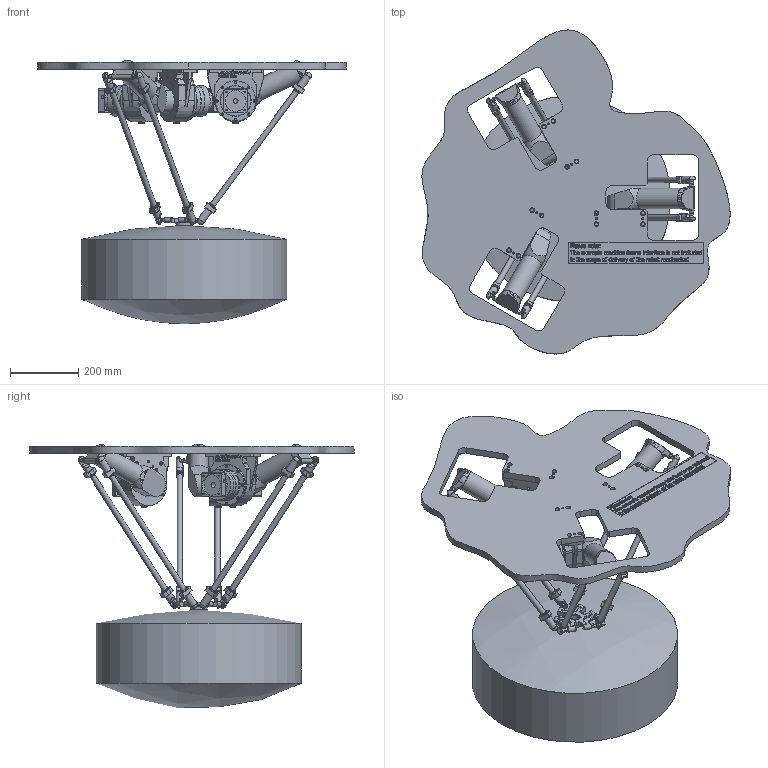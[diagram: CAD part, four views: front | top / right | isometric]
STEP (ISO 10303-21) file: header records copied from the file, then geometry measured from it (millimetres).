
FILE_DESCRIPTION(/* description */ ('Norm.iam Teamplte'),/* implementation_level */ '2;1');
FILE_NAME(/* name */ '3D-model_AL_10001.stp',/* time_stamp */ '2023-06-13T09:20:40+02:00',/* author */ ('paul.kammergruber'),/* organization */ (''),/* preprocessor_version */ 'ST-DEVELOPER v16.5',/* originating_system */ 'Autodesk Inventor 2017',/* authorisation */ '');
FILE_SCHEMA (('AUTOMOTIVE_DESIGN { 1 0 10303 214 3 1 1 }'));
Length unit declared in the file: millimetre
Products named in the file (9): AL_10001_DUMMY DELTA Robotermechanik RL3-600-1/3kg; MT_WST00111166 Oberarm; MT_WST00111155 Werkzeugträger; MT_WST00111213 Dummy Unterarm; MT_BGR00105209 Dummy Roboterbasis; MT_WST00111551 n/a; MT_WST00111188 Getriebe; MT_WST00110667 Machine frame proposal; MT_WST00110516
Assembly tree (17 placements, depth 3):
  AL_10001_DUMMY DELTA Robotermechanik RL3-600-1/3kg
    MT_WST00111166 Oberarm  x3
    MT_WST00111155 Werkzeugträger
    MT_WST00111213 Dummy Unterarm  x6
    MT_BGR00105209 Dummy Roboterbasis
      MT_WST00111551 n/a
      MT_WST00111188 Getriebe  x3
    MT_WST00110667 Machine frame proposal
    MT_WST00110516
Bounding box: 901.68 x 948.18 x 771.12 mm (x, y, z)
Volume: 82366798.2 mm3; surface area: 2832352.7 mm2
Topology: 18 solids, 18 shells, 4400 faces, 10979 edges, 6875 vertices
Faces by surface type: plane 1997, bspline 991, cylinder 898, cone 260, sphere 182, torus 72
Full cylindrical faces by diameter (mm): 4.134 x12, 4.917 x37, 5.5 x24, 5.8 x7, 6 x13, 6.647 x9, 7 x24, 9.66 x3, 9.8 x3, 10 x3, 10.106 x12, 13.5 x12, 14 x3, 16 x6, 17 x3, 18 x3, 19 x3, 22 x24, 25 x1, 30 x1, 50 x1, 55 x3, 60 x3, 61 x3, 63 x3, 65 x3, 70 x9, 82 x3, 89 x12, 90 x9
Entity records: 109813 total; most frequent: CARTESIAN_POINT 36934, ORIENTED_EDGE 15494, DIRECTION 11932, EDGE_CURVE 7747, VERTEX_POINT 5135, LINE 4910, VECTOR 4910, EDGE_LOOP 3724
